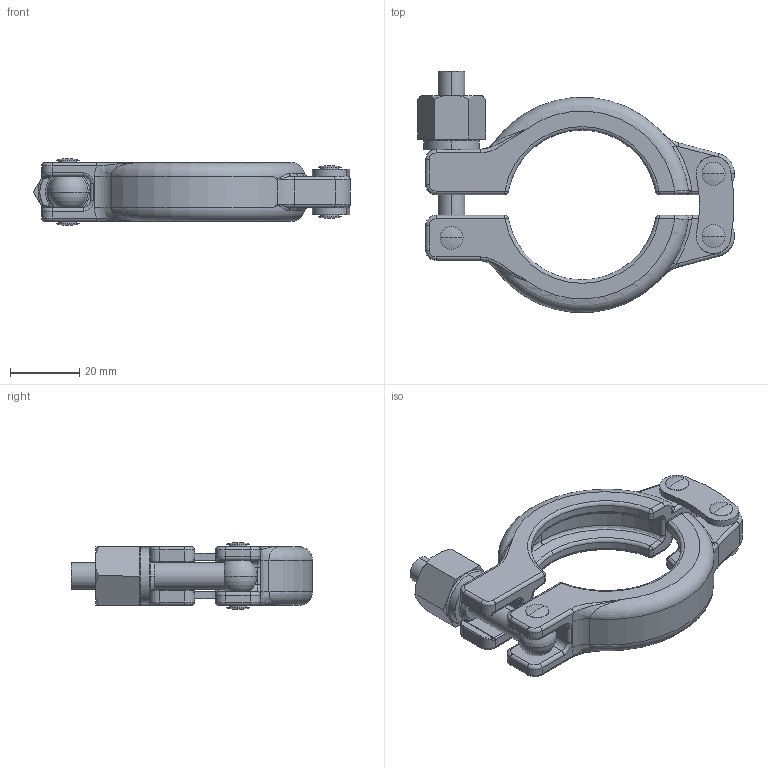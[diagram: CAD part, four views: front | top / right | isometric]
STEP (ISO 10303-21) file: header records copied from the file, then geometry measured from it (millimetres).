
FILE_DESCRIPTION (( 'STEP AP214' ), '1' );
FILE_NAME ('CL.SHX.0100 BLOCK.STEP', '2019-04-03T13:48:00', ( '' ), ( '' ), 'SwSTEP 2.0', 'SolidWorks 2019', '' );
FILE_SCHEMA (( 'AUTOMOTIVE_DESIGN' ));
Length unit declared in the file: millimetre
Products named in the file (1): CL.SHX.0100 BLOCK
Bounding box: 91.37 x 69.5 x 19.3 mm (x, y, z)
Volume: 31862.7 mm3; surface area: 16158.4 mm2
Topology: 3 solids, 3 shells, 394 faces, 922 edges, 521 vertices
Faces by surface type: cylinder 150, torus 76, plane 64, bspline 46, sphere 38, cone 20
Entity records: 13331 total; most frequent: CARTESIAN_POINT 4455, DIRECTION 1994, ORIENTED_EDGE 1794, EDGE_CURVE 897, AXIS2_PLACEMENT_3D 864, VERTEX_POINT 520, CIRCLE 515, EDGE_LOOP 419
